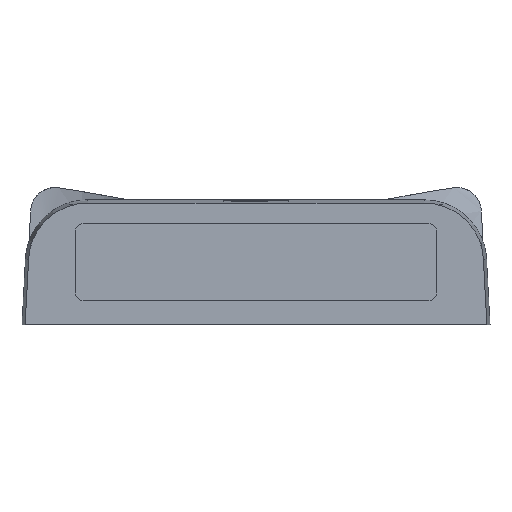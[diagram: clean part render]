
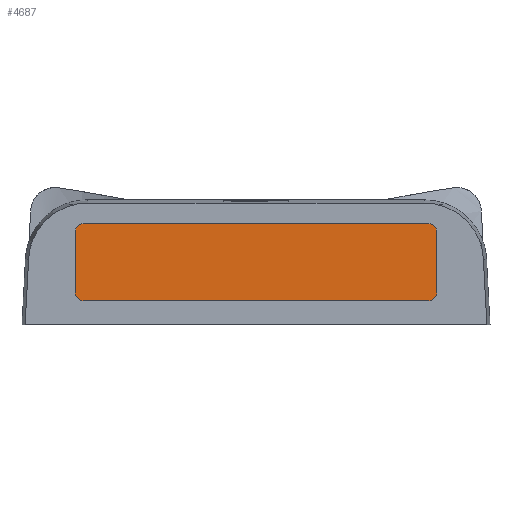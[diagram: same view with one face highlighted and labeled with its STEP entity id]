
A CAD part, front view. The second image highlights one B-rep face of the part: STEP entity #4687.
In plain terms, the highlighted planar face has unit normal (0, -1, 0).
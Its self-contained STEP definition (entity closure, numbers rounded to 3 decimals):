
#4687=ADVANCED_FACE('',(#12369),#12370,.T.);
#10209=VERTEX_POINT('',#17959);
#10213=VERTEX_POINT('',#17963);
#10215=EDGE_CURVE('',#10209,#10213,#17965,.T.);
#10219=VERTEX_POINT('',#17969);
#10223=EDGE_CURVE('',#10219,#10213,#17973,.T.);
#10225=VERTEX_POINT('',#17975);
#10227=VERTEX_POINT('',#17977);
#10229=EDGE_CURVE('',#10225,#10227,#17979,.T.);
#10231=VERTEX_POINT('',#17981);
#10233=EDGE_CURVE('',#10227,#10231,#17983,.T.);
#10235=EDGE_CURVE('',#10231,#10219,#17985,.T.);
#10237=VERTEX_POINT('',#17987);
#10239=EDGE_CURVE('',#10237,#10209,#17989,.T.);
#10241=VERTEX_POINT('',#17991);
#10243=EDGE_CURVE('',#10241,#10237,#17993,.T.);
#10245=EDGE_CURVE('',#10241,#10225,#17995,.T.);
#12369=FACE_OUTER_BOUND('',#20109,.T.);
#12370=PLANE('',#20110);
#17959=CARTESIAN_POINT('',(415.79,4.5,31.814));
#17963=CARTESIAN_POINT('',(407.79,4.5,23.814));
#17965=CIRCLE('',#30074,8.0);
#17969=CARTESIAN_POINT('',(61.418,4.5,23.814));
#17973=LINE('',#30087,#30088);
#17975=CARTESIAN_POINT('',(61.418,4.5,101.186));
#17977=CARTESIAN_POINT('',(53.418,4.5,93.186));
#17979=CIRCLE('',#30095,8.0);
#17981=CARTESIAN_POINT('',(53.418,4.5,31.814));
#17983=LINE('',#30100,#30101);
#17985=CIRCLE('',#30104,8.0);
#17987=CARTESIAN_POINT('',(415.79,4.5,93.186));
#17989=LINE('',#30109,#30110);
#17991=CARTESIAN_POINT('',(407.79,4.5,101.186));
#17993=CIRCLE('',#30115,8.0);
#17995=LINE('',#30118,#30119);
#20109=EDGE_LOOP('',(#36426,#36427,#36428,#36429,#36430,#36431,#36432,#36433));
#20110=AXIS2_PLACEMENT_3D('',#36434,#36435,#36436);
#30074=AXIS2_PLACEMENT_3D('',#38773,#38774,#38775);
#30087=CARTESIAN_POINT('',(61.418,4.5,23.814));
#30088=VECTOR('',#38778,346.372);
#30095=AXIS2_PLACEMENT_3D('',#38779,#38780,#38781);
#30100=CARTESIAN_POINT('',(53.418,4.5,93.186));
#30101=VECTOR('',#38782,61.372);
#30104=AXIS2_PLACEMENT_3D('',#38783,#38784,#38785);
#30109=CARTESIAN_POINT('',(415.79,4.5,93.186));
#30110=VECTOR('',#38786,61.372);
#30115=AXIS2_PLACEMENT_3D('',#38787,#38788,#38789);
#30118=CARTESIAN_POINT('',(407.79,4.5,101.186));
#30119=VECTOR('',#38790,346.372);
#36426=ORIENTED_EDGE('',*,*,#10229,.T.);
#36427=ORIENTED_EDGE('',*,*,#10233,.T.);
#36428=ORIENTED_EDGE('',*,*,#10235,.T.);
#36429=ORIENTED_EDGE('',*,*,#10223,.T.);
#36430=ORIENTED_EDGE('',*,*,#10215,.F.);
#36431=ORIENTED_EDGE('',*,*,#10239,.F.);
#36432=ORIENTED_EDGE('',*,*,#10243,.F.);
#36433=ORIENTED_EDGE('',*,*,#10245,.T.);
#36434=CARTESIAN_POINT('',(234.604,4.5,0.0));
#36435=DIRECTION('',(0.0,-1.0,0.0));
#36436=DIRECTION('',(0.0,0.0,1.0));
#38773=CARTESIAN_POINT('',(407.79,4.5,31.814));
#38774=DIRECTION('',(-0.0,1.0,0.0));
#38775=DIRECTION('',(1.0,0.0,0.0));
#38778=DIRECTION('',(1.0,0.0,0.0));
#38779=CARTESIAN_POINT('',(61.418,4.5,93.186));
#38780=DIRECTION('',(0.0,-1.0,0.0));
#38781=DIRECTION('',(0.,0.0,1.0));
#38782=DIRECTION('',(0.0,0.0,-1.0));
#38783=CARTESIAN_POINT('',(61.418,4.5,31.814));
#38784=DIRECTION('',(0.0,-1.0,0.0));
#38785=DIRECTION('',(-1.0,0.0,0.0));
#38786=DIRECTION('',(0.0,0.0,-1.0));
#38787=CARTESIAN_POINT('',(407.79,4.5,93.186));
#38788=DIRECTION('',(0.0,1.0,0.0));
#38789=DIRECTION('',(0.,0.0,1.0));
#38790=DIRECTION('',(-1.0,0.0,0.0));
